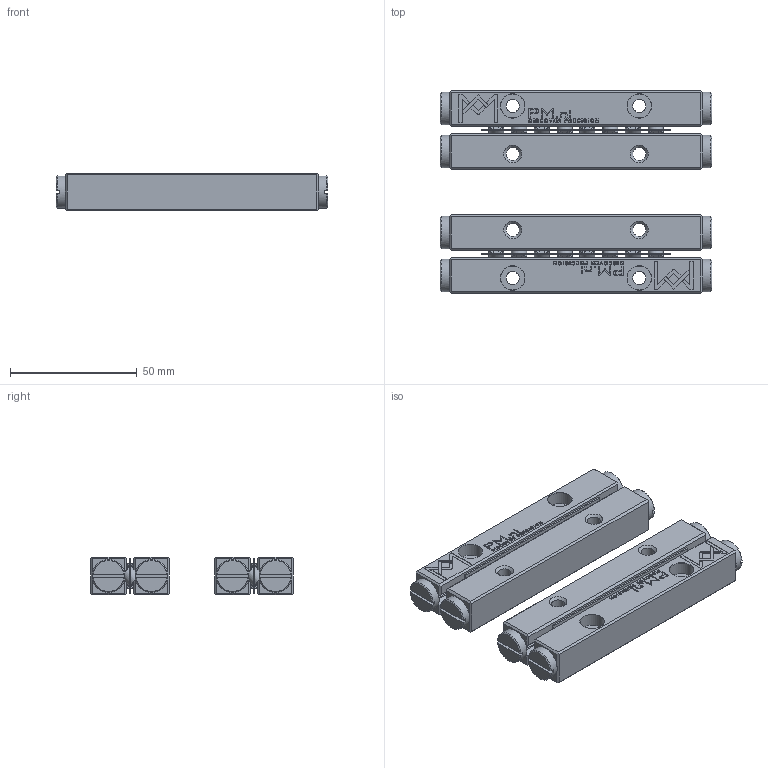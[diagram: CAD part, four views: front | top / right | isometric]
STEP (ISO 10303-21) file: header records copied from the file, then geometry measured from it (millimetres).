
FILE_DESCRIPTION(/* description */ (''),/* implementation_level */ '2;1');
FILE_NAME(/* name */ 'Set RSD-6100x8AA_stp.stp',/* time_stamp */ '2025-02-21T12:45:26+01:00',/* author */ (''),/* organization */ (''),/* preprocessor_version */ 'ST-DEVELOPER v16.7',/* originating_system */ 'SIEMENS PLM Software NX 12.0',/* authorisation */ '');
FILE_SCHEMA (('AUTOMOTIVE_DESIGN { 1 0 10303 214 3 1 1 1 }'));
Products named in the file (1): Set RSD-6100x8AA_stp
Bounding box: 107.4 x 80 x 15 mm (x, y, z)
Volume: 81901.4 mm3; surface area: 39436.5 mm2
Topology: 30 solids, 30 shells, 2016 faces, 5248 edges, 3440 vertices
Faces by surface type: plane 1264, bspline 360, cylinder 296, cone 96
Full cylindrical faces by diameter (mm): 4.3 x8, 5 x8, 5.2 x16, 6 x16, 9.5 x8, 13 x8
Entity records: 70484 total; most frequent: CARTESIAN_POINT 15617, ORIENTED_EDGE 10096, DIRECTION 8274, EDGE_CURVE 5048, LINE 3568, VECTOR 3568, VERTEX_POINT 3392, EDGE_LOOP 2356
